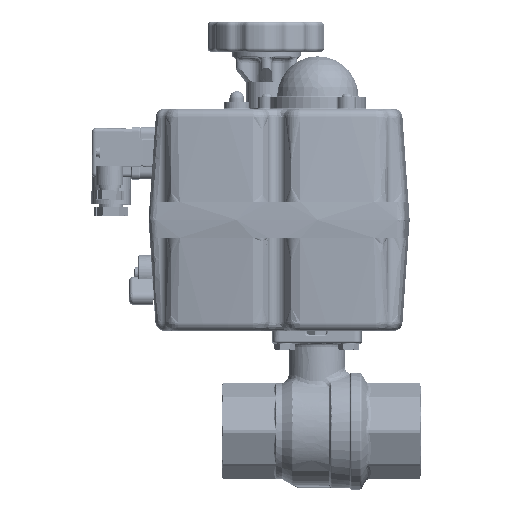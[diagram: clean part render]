
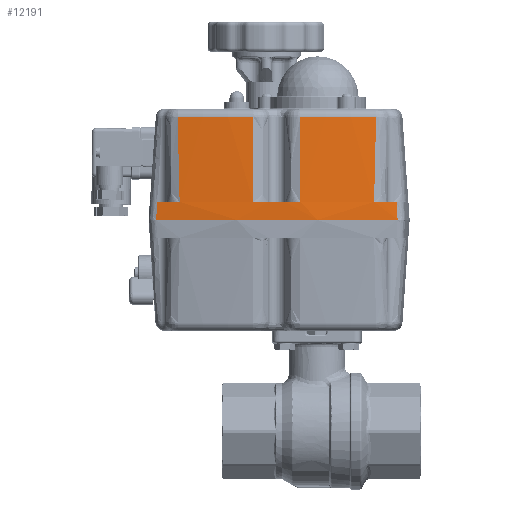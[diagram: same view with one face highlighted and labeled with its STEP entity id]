
A CAD part, front view. The second image highlights one B-rep face of the part: STEP entity #12191.
In plain terms, the highlighted conical face has half-angle 4 degrees and reference radius 403.75 mm.
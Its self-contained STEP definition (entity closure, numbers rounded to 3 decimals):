
#12191=ADVANCED_FACE('',(#27005),#27006,.T.);
#27005=FACE_OUTER_BOUND('',#56214,.T.);
#27006=CONICAL_SURFACE('',#56215,403.75,0.07);
#56214=EDGE_LOOP('',(#110237,#110238,#110239,#110240,#110241,#110242,#110243,#110244,#110245,#110246,#110247,#110248));
#56215=AXIS2_PLACEMENT_3D('',#110249,#110250,#110251);
#110237=ORIENTED_EDGE('',*,*,#144382,.F.);
#110238=ORIENTED_EDGE('',*,*,#144411,.F.);
#110239=ORIENTED_EDGE('',*,*,#144416,.F.);
#110240=ORIENTED_EDGE('',*,*,#144413,.F.);
#110241=ORIENTED_EDGE('',*,*,#144366,.F.);
#110242=ORIENTED_EDGE('',*,*,#144417,.F.);
#110243=ORIENTED_EDGE('',*,*,#144418,.F.);
#110244=ORIENTED_EDGE('',*,*,#144419,.F.);
#110245=ORIENTED_EDGE('',*,*,#144420,.F.);
#110246=ORIENTED_EDGE('',*,*,#144421,.F.);
#110247=ORIENTED_EDGE('',*,*,#144422,.F.);
#110248=ORIENTED_EDGE('',*,*,#144407,.F.);
#110249=CARTESIAN_POINT('',(-28.858,347.936,91.601));
#110250=DIRECTION('',(0.,0.,-1.0));
#110251=DIRECTION('',(1.0,0.,0.));
#144366=EDGE_CURVE('',#168834,#168832,#168836,.T.);
#144382=EDGE_CURVE('',#168848,#168852,#168854,.T.);
#144407=EDGE_CURVE('',#168852,#168880,#168881,.T.);
#144411=EDGE_CURVE('',#168884,#168848,#168886,.T.);
#144413=EDGE_CURVE('',#168832,#168888,#168889,.T.);
#144416=EDGE_CURVE('',#168888,#168884,#168892,.T.);
#144417=EDGE_CURVE('',#168893,#168834,#168894,.T.);
#144418=EDGE_CURVE('',#168895,#168893,#168896,.T.);
#144419=EDGE_CURVE('',#168897,#168895,#168898,.T.);
#144420=EDGE_CURVE('',#168899,#168897,#168900,.T.);
#144421=EDGE_CURVE('',#168901,#168899,#168902,.T.);
#144422=EDGE_CURVE('',#168880,#168901,#168903,.T.);
#168832=VERTEX_POINT('',#212280);
#168834=VERTEX_POINT('',#212282);
#168836=CIRCLE('',#212284,399.775);
#168848=VERTEX_POINT('',#212349);
#168852=VERTEX_POINT('',#212376);
#168854=CIRCLE('',#212378,399.775);
#168880=VERTEX_POINT('',#212476);
#168881=B_SPLINE_CURVE_WITH_KNOTS('',3,(#212477,#212478,#212479,#212480,#212481,#212482,#212483,#212484,#212485,#212486,#212487,#212488,#212489,#212490),.UNSPECIFIED.,.F.,.F.,(4,2,2,2,2,2,4),(17.956,28.117,35.039,39.365,49.133,64.762,64.945),.UNSPECIFIED.);
#168884=VERTEX_POINT('',#212508);
#168886=LINE('',#212522,#212523);
#168888=VERTEX_POINT('',#212525);
#168889=LINE('',#212526,#212527);
#168892=CIRCLE('',#212542,403.051);
#168893=VERTEX_POINT('',#212543);
#168894=B_SPLINE_CURVE_WITH_KNOTS('',3,(#212544,#212545,#212546,#212547,#212548,#212549,#212550,#212551,#212552,#212553,#212554,#212555,#212556,#212557),.UNSPECIFIED.,.F.,.F.,(4,2,2,2,2,2,4),(13.199,18.868,25.868,30.243,40.011,55.639,60.188),.UNSPECIFIED.);
#168895=VERTEX_POINT('',#212558);
#168896=CIRCLE('',#212559,403.051);
#168897=VERTEX_POINT('',#212560);
#168898=B_SPLINE_CURVE_WITH_KNOTS('',3,(#212561,#212562,#212563,#212564,#212565,#212566),.UNSPECIFIED.,.F.,.F.,(4,2,4),(5.024,6.642,15.066),.UNSPECIFIED.);
#168899=VERTEX_POINT('',#212567);
#168900=CIRCLE('',#212568,403.75);
#168901=VERTEX_POINT('',#212569);
#168902=B_SPLINE_CURVE_WITH_KNOTS('',3,(#212570,#212571,#212572,#212573,#212574),.UNSPECIFIED.,.F.,.F.,(4,1,4),(5.021,13.441,15.06),.UNSPECIFIED.);
#168903=CIRCLE('',#212575,403.051);
#212280=CARTESIAN_POINT('',(-41.887,-51.626,148.45));
#212282=CARTESIAN_POINT('',(-83.768,-48.05,148.45));
#212284=AXIS2_PLACEMENT_3D('',#246687,#246688,#246689);
#212349=CARTESIAN_POINT('',(-15.829,-51.626,148.45));
#212376=CARTESIAN_POINT('',(26.052,-48.05,148.45));
#212378=AXIS2_PLACEMENT_3D('',#246708,#246709,#246710);
#212476=CARTESIAN_POINT('',(24.956,-51.506,101.601));
#212477=CARTESIAN_POINT('',(26.052,-48.05,148.45));
#212478=CARTESIAN_POINT('',(25.931,-48.305,145.074));
#212479=CARTESIAN_POINT('',(25.82,-48.558,141.699));
#212480=CARTESIAN_POINT('',(25.651,-48.982,136.023));
#212481=CARTESIAN_POINT('',(25.586,-49.154,133.722));
#212482=CARTESIAN_POINT('',(25.488,-49.431,129.984));
#212483=CARTESIAN_POINT('',(25.452,-49.537,128.547));
#212484=CARTESIAN_POINT('',(25.339,-49.883,123.863));
#212485=CARTESIAN_POINT('',(25.269,-50.122,120.616));
#212486=CARTESIAN_POINT('',(25.106,-50.74,112.174));
#212487=CARTESIAN_POINT('',(25.024,-51.117,106.979));
#212488=CARTESIAN_POINT('',(24.958,-51.497,101.722));
#212489=CARTESIAN_POINT('',(24.957,-51.502,101.662));
#212490=CARTESIAN_POINT('',(24.956,-51.506,101.601));
#212508=CARTESIAN_POINT('',(-15.831,-54.904,101.601));
#212522=CARTESIAN_POINT('',(-15.831,-54.904,101.601));
#212523=VECTOR('',#246735,46.963);
#212525=CARTESIAN_POINT('',(-41.885,-54.904,101.601));
#212526=CARTESIAN_POINT('',(-41.887,-51.626,148.45));
#212527=VECTOR('',#246736,46.963);
#212542=AXIS2_PLACEMENT_3D('',#246737,#246738,#246739);
#212543=CARTESIAN_POINT('',(-82.673,-51.506,101.601));
#212544=CARTESIAN_POINT('',(-82.673,-51.506,101.601));
#212545=CARTESIAN_POINT('',(-82.696,-51.37,103.485));
#212546=CARTESIAN_POINT('',(-82.722,-51.233,105.37));
#212547=CARTESIAN_POINT('',(-82.784,-50.928,109.581));
#212548=CARTESIAN_POINT('',(-82.822,-50.758,111.908));
#212549=CARTESIAN_POINT('',(-82.89,-50.482,115.689));
#212550=CARTESIAN_POINT('',(-82.918,-50.376,117.143));
#212551=CARTESIAN_POINT('',(-83.012,-50.032,121.844));
#212552=CARTESIAN_POINT('',(-83.084,-49.793,125.091));
#212553=CARTESIAN_POINT('',(-83.292,-49.169,133.531));
#212554=CARTESIAN_POINT('',(-83.44,-48.782,138.725));
#212555=CARTESIAN_POINT('',(-83.662,-48.278,145.428));
#212556=CARTESIAN_POINT('',(-83.714,-48.164,146.939));
#212557=CARTESIAN_POINT('',(-83.768,-48.05,148.45));
#212558=CARTESIAN_POINT('',(-94.989,-49.652,101.601));
#212559=AXIS2_PLACEMENT_3D('',#246740,#246741,#246742);
#212560=CARTESIAN_POINT('',(-95.696,-50.243,91.601));
#212561=CARTESIAN_POINT('',(-95.696,-50.243,91.601));
#212562=CARTESIAN_POINT('',(-95.658,-50.212,92.138));
#212563=CARTESIAN_POINT('',(-95.62,-50.18,92.675));
#212564=CARTESIAN_POINT('',(-95.385,-49.983,96.009));
#212565=CARTESIAN_POINT('',(-95.187,-49.818,98.805));
#212566=CARTESIAN_POINT('',(-94.989,-49.652,101.601));
#212567=CARTESIAN_POINT('',(37.979,-50.244,91.601));
#212568=AXIS2_PLACEMENT_3D('',#246743,#246744,#246745);
#212569=CARTESIAN_POINT('',(37.336,-49.642,101.601));
#212570=CARTESIAN_POINT('',(37.336,-49.642,101.601));
#212571=CARTESIAN_POINT('',(37.516,-49.81,98.805));
#212572=CARTESIAN_POINT('',(37.73,-50.011,95.472));
#212573=CARTESIAN_POINT('',(37.944,-50.211,92.138));
#212574=CARTESIAN_POINT('',(37.979,-50.244,91.601));
#212575=AXIS2_PLACEMENT_3D('',#246746,#246747,#246748);
#246687=CARTESIAN_POINT('',(-28.858,347.936,148.45));
#246688=DIRECTION('',(0.,0.,1.0));
#246689=DIRECTION('',(-0.085,-0.996,0.));
#246708=CARTESIAN_POINT('',(-28.858,347.936,148.45));
#246709=DIRECTION('',(0.,0.,1.0));
#246710=DIRECTION('',(0.085,-0.996,0.));
#246735=DIRECTION('',(0.,0.07,0.998));
#246736=DIRECTION('',(0.,-0.07,-0.998));
#246737=CARTESIAN_POINT('',(-28.858,347.936,101.601));
#246738=DIRECTION('',(0.,0.,1.0));
#246739=DIRECTION('',(1.0,0.,0.));
#246740=CARTESIAN_POINT('',(-28.858,347.936,101.601));
#246741=DIRECTION('',(0.,0.,1.0));
#246742=DIRECTION('',(1.0,0.,0.));
#246743=CARTESIAN_POINT('',(-28.858,347.936,91.601));
#246744=DIRECTION('',(0.,0.,-1.0));
#246745=DIRECTION('',(1.0,0.,0.));
#246746=CARTESIAN_POINT('',(-28.858,347.936,101.601));
#246747=DIRECTION('',(0.,0.,1.0));
#246748=DIRECTION('',(1.0,0.,0.));
